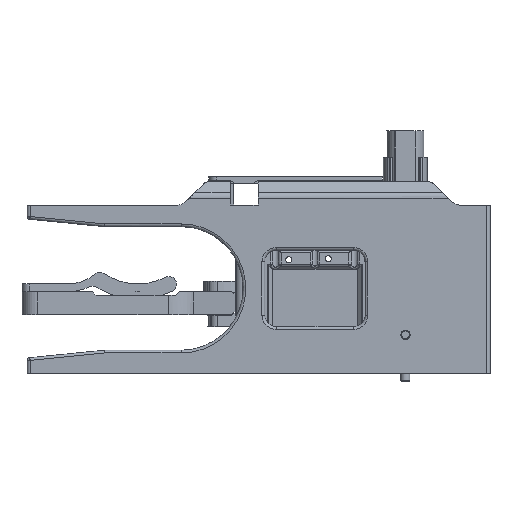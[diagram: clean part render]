
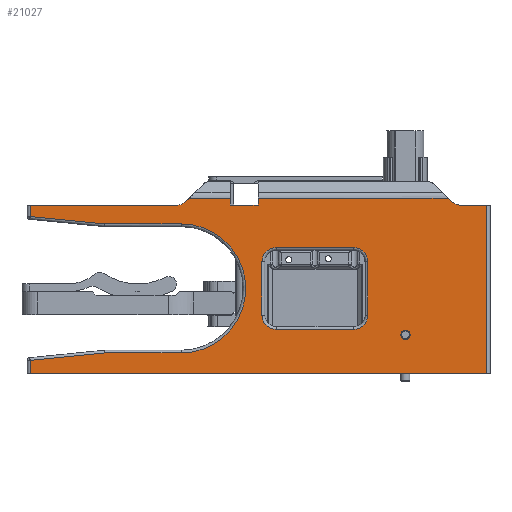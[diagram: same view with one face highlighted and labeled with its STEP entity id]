
A CAD part, front view. The second image highlights one B-rep face of the part: STEP entity #21027.
In plain terms, the highlighted planar face has unit normal (0, -1, 0).
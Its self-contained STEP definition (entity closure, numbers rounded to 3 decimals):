
#641=FACE_BOUND('',#3245,.T.);
#802=PLANE('',#22720);
#1930=FACE_OUTER_BOUND('',#3244,.T.);
#3244=EDGE_LOOP('',(#14888,#14889,#14890,#14891,#14892,#14893,#14894,#14895,
#14896,#14897,#14898,#14899,#14900,#14901,#14902,#14903,#14904,#14905,#14906,
#14907));
#3245=EDGE_LOOP('',(#14908,#14909,#14910,#14911,#14912,#14913,#14914,#14915));
#4702=LINE('',#33041,#6354);
#4705=LINE('',#33050,#6357);
#4706=LINE('',#33059,#6358);
#4709=LINE('',#33068,#6361);
#4710=LINE('',#33101,#6362);
#4712=LINE('',#33107,#6364);
#4713=LINE('',#33109,#6365);
#4714=LINE('',#33111,#6366);
#4715=LINE('',#33113,#6367);
#4716=LINE('',#33117,#6368);
#4717=LINE('',#33119,#6369);
#4718=LINE('',#33121,#6370);
#4719=LINE('',#33123,#6371);
#4720=LINE('',#33125,#6372);
#4721=LINE('',#33127,#6373);
#4722=LINE('',#33129,#6374);
#4723=LINE('',#33132,#6375);
#4724=LINE('',#33135,#6376);
#4725=LINE('',#33139,#6377);
#4726=LINE('',#33143,#6378);
#4727=LINE('',#33147,#6379);
#6354=VECTOR('',#25841,10.);
#6357=VECTOR('',#25850,10.);
#6358=VECTOR('',#25861,10.);
#6361=VECTOR('',#25870,10.);
#6362=VECTOR('',#25879,10.);
#6364=VECTOR('',#25885,10.);
#6365=VECTOR('',#25886,10.);
#6366=VECTOR('',#25887,10.);
#6367=VECTOR('',#25888,10.);
#6368=VECTOR('',#25891,10.);
#6369=VECTOR('',#25892,10.);
#6370=VECTOR('',#25893,10.);
#6371=VECTOR('',#25894,10.);
#6372=VECTOR('',#25895,10.);
#6373=VECTOR('',#25896,10.);
#6374=VECTOR('',#25897,10.);
#6375=VECTOR('',#25900,10.);
#6376=VECTOR('',#25901,10.);
#6377=VECTOR('',#25904,10.);
#6378=VECTOR('',#25907,10.);
#6379=VECTOR('',#25910,10.);
#8028=CIRCLE('',#22709,20.875);
#8033=CIRCLE('',#22721,3.75);
#8034=CIRCLE('',#22722,3.75);
#8035=CIRCLE('',#22723,4.625);
#8036=CIRCLE('',#22724,4.625);
#8037=CIRCLE('',#22725,4.625);
#8038=CIRCLE('',#22726,4.625);
#9371=VERTEX_POINT('',#33036);
#9372=VERTEX_POINT('',#33040);
#9375=VERTEX_POINT('',#33048);
#9377=VERTEX_POINT('',#33053);
#9378=VERTEX_POINT('',#33058);
#9381=VERTEX_POINT('',#33066);
#9384=VERTEX_POINT('',#33100);
#9386=VERTEX_POINT('',#33106);
#9387=VERTEX_POINT('',#33108);
#9388=VERTEX_POINT('',#33110);
#9389=VERTEX_POINT('',#33112);
#9390=VERTEX_POINT('',#33114);
#9391=VERTEX_POINT('',#33116);
#9392=VERTEX_POINT('',#33118);
#9393=VERTEX_POINT('',#33120);
#9394=VERTEX_POINT('',#33122);
#9395=VERTEX_POINT('',#33124);
#9396=VERTEX_POINT('',#33126);
#9397=VERTEX_POINT('',#33128);
#9398=VERTEX_POINT('',#33130);
#9399=VERTEX_POINT('',#33133);
#9400=VERTEX_POINT('',#33134);
#9401=VERTEX_POINT('',#33136);
#9402=VERTEX_POINT('',#33138);
#9403=VERTEX_POINT('',#33140);
#9404=VERTEX_POINT('',#33142);
#9405=VERTEX_POINT('',#33144);
#9406=VERTEX_POINT('',#33146);
#11450=EDGE_CURVE('',#9372,#9371,#4702,.T.);
#11455=EDGE_CURVE('',#9375,#9372,#4705,.T.);
#11457=EDGE_CURVE('',#9377,#9375,#8028,.T.);
#11459=EDGE_CURVE('',#9378,#9377,#4706,.T.);
#11464=EDGE_CURVE('',#9381,#9378,#4709,.T.);
#11468=EDGE_CURVE('',#9371,#9384,#4710,.T.);
#11471=EDGE_CURVE('',#9386,#9381,#4712,.T.);
#11472=EDGE_CURVE('',#9387,#9386,#4713,.T.);
#11473=EDGE_CURVE('',#9387,#9388,#4714,.T.);
#11474=EDGE_CURVE('',#9388,#9389,#4715,.T.);
#11475=EDGE_CURVE('',#9390,#9389,#8033,.T.);
#11476=EDGE_CURVE('',#9391,#9390,#4716,.T.);
#11477=EDGE_CURVE('',#9392,#9391,#4717,.T.);
#11478=EDGE_CURVE('',#9393,#9392,#4718,.T.);
#11479=EDGE_CURVE('',#9393,#9394,#4719,.T.);
#11480=EDGE_CURVE('',#9394,#9395,#4720,.T.);
#11481=EDGE_CURVE('',#9396,#9395,#4721,.T.);
#11482=EDGE_CURVE('',#9397,#9396,#4722,.T.);
#11483=EDGE_CURVE('',#9398,#9397,#8034,.T.);
#11484=EDGE_CURVE('',#9398,#9384,#4723,.T.);
#11485=EDGE_CURVE('',#9399,#9400,#4724,.T.);
#11486=EDGE_CURVE('',#9401,#9399,#8035,.T.);
#11487=EDGE_CURVE('',#9402,#9401,#4725,.T.);
#11488=EDGE_CURVE('',#9403,#9402,#8036,.T.);
#11489=EDGE_CURVE('',#9404,#9403,#4726,.T.);
#11490=EDGE_CURVE('',#9405,#9404,#8037,.T.);
#11491=EDGE_CURVE('',#9406,#9405,#4727,.T.);
#11492=EDGE_CURVE('',#9400,#9406,#8038,.T.);
#14888=ORIENTED_EDGE('',*,*,#11450,.F.);
#14889=ORIENTED_EDGE('',*,*,#11455,.F.);
#14890=ORIENTED_EDGE('',*,*,#11457,.F.);
#14891=ORIENTED_EDGE('',*,*,#11459,.F.);
#14892=ORIENTED_EDGE('',*,*,#11464,.F.);
#14893=ORIENTED_EDGE('',*,*,#11471,.F.);
#14894=ORIENTED_EDGE('',*,*,#11472,.F.);
#14895=ORIENTED_EDGE('',*,*,#11473,.T.);
#14896=ORIENTED_EDGE('',*,*,#11474,.T.);
#14897=ORIENTED_EDGE('',*,*,#11475,.F.);
#14898=ORIENTED_EDGE('',*,*,#11476,.F.);
#14899=ORIENTED_EDGE('',*,*,#11477,.F.);
#14900=ORIENTED_EDGE('',*,*,#11478,.F.);
#14901=ORIENTED_EDGE('',*,*,#11479,.T.);
#14902=ORIENTED_EDGE('',*,*,#11480,.T.);
#14903=ORIENTED_EDGE('',*,*,#11481,.F.);
#14904=ORIENTED_EDGE('',*,*,#11482,.F.);
#14905=ORIENTED_EDGE('',*,*,#11483,.F.);
#14906=ORIENTED_EDGE('',*,*,#11484,.T.);
#14907=ORIENTED_EDGE('',*,*,#11468,.F.);
#14908=ORIENTED_EDGE('',*,*,#11485,.F.);
#14909=ORIENTED_EDGE('',*,*,#11486,.F.);
#14910=ORIENTED_EDGE('',*,*,#11487,.F.);
#14911=ORIENTED_EDGE('',*,*,#11488,.F.);
#14912=ORIENTED_EDGE('',*,*,#11489,.F.);
#14913=ORIENTED_EDGE('',*,*,#11490,.F.);
#14914=ORIENTED_EDGE('',*,*,#11491,.F.);
#14915=ORIENTED_EDGE('',*,*,#11492,.F.);
#21027=ADVANCED_FACE('',(#1930,#641),#802,.T.);
#22709=AXIS2_PLACEMENT_3D('',#33055,#25855,#25856);
#22720=AXIS2_PLACEMENT_3D('',#33105,#25883,#25884);
#22721=AXIS2_PLACEMENT_3D('',#33115,#25889,#25890);
#22722=AXIS2_PLACEMENT_3D('',#33131,#25898,#25899);
#22723=AXIS2_PLACEMENT_3D('',#33137,#25902,#25903);
#22724=AXIS2_PLACEMENT_3D('',#33141,#25905,#25906);
#22725=AXIS2_PLACEMENT_3D('',#33145,#25908,#25909);
#22726=AXIS2_PLACEMENT_3D('',#33148,#25911,#25912);
#25841=DIRECTION('',(-0.995,0.,0.1));
#25850=DIRECTION('',(-1.,0.,0.));
#25855=DIRECTION('center_axis',(0.,-1.,0.));
#25856=DIRECTION('ref_axis',(1.,0.,0.));
#25861=DIRECTION('',(1.,0.,0.));
#25870=DIRECTION('',(0.995,0.,0.1));
#25879=DIRECTION('',(0.,0.,1.));
#25883=DIRECTION('center_axis',(0.,-1.,0.));
#25884=DIRECTION('ref_axis',(1.,0.,0.));
#25885=DIRECTION('',(0.,0.,1.));
#25886=DIRECTION('',(-1.,0.,0.));
#25887=DIRECTION('',(0.,0.,1.));
#25888=DIRECTION('',(-1.,0.,0.));
#25889=DIRECTION('center_axis',(0.,-1.,0.));
#25890=DIRECTION('ref_axis',(-0.383,0.,-0.924));
#25891=DIRECTION('',(0.707,0.,-0.707));
#25892=DIRECTION('',(1.,0.,0.));
#25893=DIRECTION('',(0.,0.,1.));
#25894=DIRECTION('',(-1.,0.,0.));
#25895=DIRECTION('',(0.,0.,1.));
#25896=DIRECTION('',(1.,0.,0.));
#25897=DIRECTION('',(0.707,0.,0.707));
#25898=DIRECTION('center_axis',(0.,-1.,0.));
#25899=DIRECTION('ref_axis',(0.383,0.,-0.924));
#25900=DIRECTION('',(-1.,0.,0.));
#25901=DIRECTION('',(-1.,0.,0.));
#25902=DIRECTION('center_axis',(0.,-1.,0.));
#25903=DIRECTION('ref_axis',(0.707,0.,0.707));
#25904=DIRECTION('',(0.,0.,1.));
#25905=DIRECTION('center_axis',(0.,-1.,0.));
#25906=DIRECTION('ref_axis',(0.707,0.,-0.707));
#25907=DIRECTION('',(1.,0.,0.));
#25908=DIRECTION('center_axis',(0.,-1.,0.));
#25909=DIRECTION('ref_axis',(-0.707,0.,-0.707));
#25910=DIRECTION('',(0.,0.,-1.));
#25911=DIRECTION('center_axis',(0.,-1.,0.));
#25912=DIRECTION('ref_axis',(-0.707,0.,0.707));
#33036=CARTESIAN_POINT('',(-144.875,-3.925,48.279));
#33040=CARTESIAN_POINT('',(-120.881,-3.925,45.875));
#33041=CARTESIAN_POINT('',(-130.462,-3.925,46.835));
#33048=CARTESIAN_POINT('',(-95.975,-3.925,45.875));
#33050=CARTESIAN_POINT('',(-120.425,-3.925,45.875));
#33053=CARTESIAN_POINT('',(-95.975,-3.925,4.125));
#33055=CARTESIAN_POINT('Origin',(-95.975,-3.925,25.));
#33058=CARTESIAN_POINT('',(-120.881,-3.925,4.125));
#33059=CARTESIAN_POINT('',(-132.9,-3.925,4.125));
#33066=CARTESIAN_POINT('',(-144.875,-3.925,1.721));
#33068=CARTESIAN_POINT('',(-145.417,-3.925,1.667));
#33100=CARTESIAN_POINT('',(-144.875,-3.925,52.));
#33101=CARTESIAN_POINT('',(-144.875,-3.925,0.));
#33105=CARTESIAN_POINT('Origin',(-144.875,-3.925,0.));
#33106=CARTESIAN_POINT('',(-144.875,-3.925,-2.5));
#33107=CARTESIAN_POINT('',(-144.875,-3.925,0.));
#33108=CARTESIAN_POINT('',(2.925,-3.925,-2.5));
#33109=CARTESIAN_POINT('',(2.925,-3.925,-2.5));
#33110=CARTESIAN_POINT('',(2.925,-3.925,52.));
#33111=CARTESIAN_POINT('',(2.925,-3.925,0.));
#33112=CARTESIAN_POINT('',(-5.872,-3.925,52.));
#33113=CARTESIAN_POINT('',(-107.925,-3.925,52.));
#33114=CARTESIAN_POINT('',(-8.523,-3.925,53.098));
#33115=CARTESIAN_POINT('Origin',(-5.872,-3.925,55.75));
#33116=CARTESIAN_POINT('',(-9.639,-3.925,54.214));
#33117=CARTESIAN_POINT('',(-30.162,-3.925,74.738));
#33118=CARTESIAN_POINT('',(-71.1,-3.925,54.214));
#33119=CARTESIAN_POINT('',(-114.531,-3.925,54.214));
#33120=CARTESIAN_POINT('',(-71.1,-3.925,52.));
#33121=CARTESIAN_POINT('',(-71.1,-3.925,50.));
#33122=CARTESIAN_POINT('',(-80.1,-3.925,52.));
#33123=CARTESIAN_POINT('',(-107.925,-3.925,52.));
#33124=CARTESIAN_POINT('',(-80.1,-3.925,54.214));
#33125=CARTESIAN_POINT('',(-80.1,-3.925,50.));
#33126=CARTESIAN_POINT('',(-93.386,-3.925,54.214));
#33127=CARTESIAN_POINT('',(-129.681,-3.925,54.214));
#33128=CARTESIAN_POINT('',(-94.502,-3.925,53.098));
#33129=CARTESIAN_POINT('',(-119.544,-3.925,28.056));
#33130=CARTESIAN_POINT('',(-97.153,-3.925,52.));
#33131=CARTESIAN_POINT('Origin',(-97.153,-3.925,55.75));
#33132=CARTESIAN_POINT('',(-107.925,-3.925,52.));
#33133=CARTESIAN_POINT('',(-40.224,-3.925,38.25));
#33134=CARTESIAN_POINT('',(-65.224,-3.925,38.25));
#33135=CARTESIAN_POINT('',(-90.674,-3.925,38.25));
#33136=CARTESIAN_POINT('',(-35.599,-3.925,33.625));
#33137=CARTESIAN_POINT('Origin',(-40.224,-3.925,33.625));
#33138=CARTESIAN_POINT('',(-35.599,-3.925,16.375));
#33139=CARTESIAN_POINT('',(-35.599,-3.925,6.313));
#33140=CARTESIAN_POINT('',(-40.224,-3.925,11.75));
#33141=CARTESIAN_POINT('Origin',(-40.224,-3.925,16.375));
#33142=CARTESIAN_POINT('',(-65.224,-3.925,11.75));
#33143=CARTESIAN_POINT('',(-106.924,-3.925,11.75));
#33144=CARTESIAN_POINT('',(-69.849,-3.925,16.375));
#33145=CARTESIAN_POINT('Origin',(-65.224,-3.925,16.375));
#33146=CARTESIAN_POINT('',(-69.849,-3.925,33.625));
#33147=CARTESIAN_POINT('',(-69.849,-3.925,18.688));
#33148=CARTESIAN_POINT('Origin',(-65.224,-3.925,33.625));
